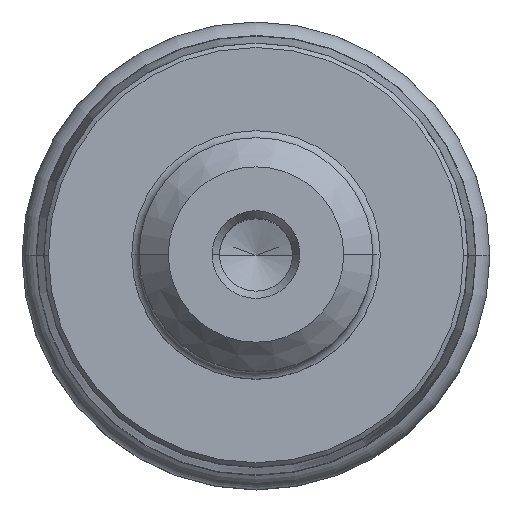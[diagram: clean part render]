
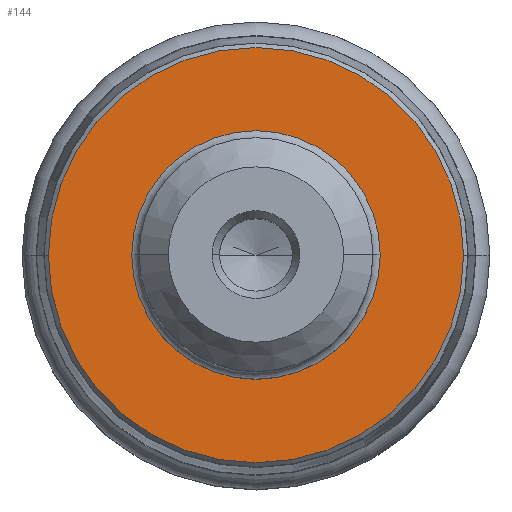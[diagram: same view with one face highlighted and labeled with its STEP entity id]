
A CAD part, top view. The second image highlights one B-rep face of the part: STEP entity #144.
In plain terms, the highlighted planar face has unit normal (0, 0, 1).
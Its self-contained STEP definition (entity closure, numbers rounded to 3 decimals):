
#63=PLANE('',#1486);
#71=FACE_BOUND('',#333,.T.);
#72=FACE_BOUND('',#334,.T.);
#144=ADVANCED_FACE('',(#71,#72),#63,.F.);
#333=EDGE_LOOP('',(#577,#578,#579,#580));
#334=EDGE_LOOP('',(#581,#582));
#577=ORIENTED_EDGE('',*,*,#907,.T.);
#578=ORIENTED_EDGE('',*,*,#911,.T.);
#579=ORIENTED_EDGE('',*,*,#910,.T.);
#580=ORIENTED_EDGE('',*,*,#908,.T.);
#581=ORIENTED_EDGE('',*,*,#912,.T.);
#582=ORIENTED_EDGE('',*,*,#913,.T.);
#764=VERTEX_POINT('',#2329);
#765=VERTEX_POINT('',#2331);
#766=VERTEX_POINT('',#2333);
#767=VERTEX_POINT('',#2337);
#768=VERTEX_POINT('',#2341);
#769=VERTEX_POINT('',#2342);
#907=EDGE_CURVE('',#765,#764,#1047,.T.);
#908=EDGE_CURVE('',#766,#765,#1048,.T.);
#910=EDGE_CURVE('',#767,#766,#1049,.T.);
#911=EDGE_CURVE('',#764,#767,#1050,.T.);
#912=EDGE_CURVE('',#768,#769,#1051,.T.);
#913=EDGE_CURVE('',#769,#768,#1052,.T.);
#1047=CIRCLE('',#1478,14.2);
#1048=CIRCLE('',#1479,14.2);
#1049=CIRCLE('',#1481,14.2);
#1050=CIRCLE('',#1482,14.2);
#1051=CIRCLE('',#1484,8.3);
#1052=CIRCLE('',#1485,8.3);
#1478=AXIS2_PLACEMENT_3D('',#2330,#1865,#1866);
#1479=AXIS2_PLACEMENT_3D('',#2332,#1867,#1868);
#1481=AXIS2_PLACEMENT_3D('',#2336,#1872,#1873);
#1482=AXIS2_PLACEMENT_3D('',#2338,#1874,#1875);
#1484=AXIS2_PLACEMENT_3D('',#2340,#1878,#1879);
#1485=AXIS2_PLACEMENT_3D('',#2343,#1880,#1881);
#1486=AXIS2_PLACEMENT_3D('',#2344,#1882,#1883);
#1865=DIRECTION('',(0.,0.,1.));
#1866=DIRECTION('',(0.,1.,0.));
#1867=DIRECTION('',(0.,0.,1.));
#1868=DIRECTION('',(1.,0.,0.));
#1872=DIRECTION('',(0.,0.,1.));
#1873=DIRECTION('',(0.,-1.,0.));
#1874=DIRECTION('',(0.,0.,1.));
#1875=DIRECTION('',(-1.,0.,0.));
#1878=DIRECTION('',(0.,0.,-1.));
#1879=DIRECTION('',(1.,0.,0.));
#1880=DIRECTION('',(0.,0.,-1.));
#1881=DIRECTION('',(-1.,0.,0.));
#1882=DIRECTION('',(0.,0.,-1.));
#1883=DIRECTION('',(1.,0.,0.));
#2329=CARTESIAN_POINT('',(-14.2,0.,0.));
#2330=CARTESIAN_POINT('',(0.,0.,0.));
#2331=CARTESIAN_POINT('',(0.,14.2,0.));
#2332=CARTESIAN_POINT('',(0.,0.,0.));
#2333=CARTESIAN_POINT('',(14.2,0.,0.));
#2336=CARTESIAN_POINT('',(0.,0.,0.));
#2337=CARTESIAN_POINT('',(0.,-14.2,0.));
#2338=CARTESIAN_POINT('',(0.,0.,0.));
#2340=CARTESIAN_POINT('',(0.,0.,0.));
#2341=CARTESIAN_POINT('',(8.3,0.,0.));
#2342=CARTESIAN_POINT('',(-8.3,0.,0.));
#2343=CARTESIAN_POINT('',(0.,0.,0.));
#2344=CARTESIAN_POINT('',(0.,0.,0.));
